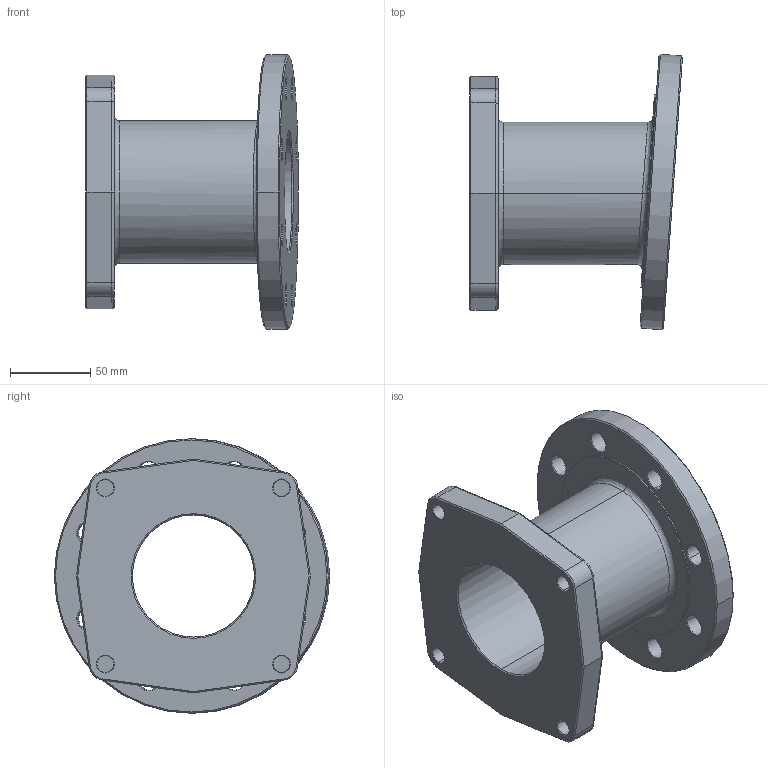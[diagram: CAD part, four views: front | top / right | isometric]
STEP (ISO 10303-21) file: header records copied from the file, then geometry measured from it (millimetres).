
FILE_DESCRIPTION((''),'2;1');
FILE_NAME('D31109_SW0001','2013-05-15T',('jhabe'),(''),'PRO/ENGINEER BY PARAMETRIC TECHNOLOGY CORPORATION, 2011310','PRO/ENGINEER BY PARAMETRIC TECHNOLOGY CORPORATION, 2011310','');
FILE_SCHEMA(('CONFIG_CONTROL_DESIGN'));
Length unit declared in the file: inch
Products named in the file (1): D31109_SW0001
Bounding box: 132.93 x 171.94 x 171.45 mm (x, y, z)
Surface area: 137775.8 mm2 (no closed solid volume)
Topology: 0 solids, 1 shells, 135 faces, 304 edges, 174 vertices
Faces by surface type: cone 58, cylinder 44, plane 21, torus 8, bspline 4
Entity records: 4540 total; most frequent: CARTESIAN_POINT 1381, DIRECTION 702, ORIENTED_EDGE 608, EDGE_CURVE 304, AXIS2_PLACEMENT_3D 279, VERTEX_POINT 174, EDGE_LOOP 164, CIRCLE 148
